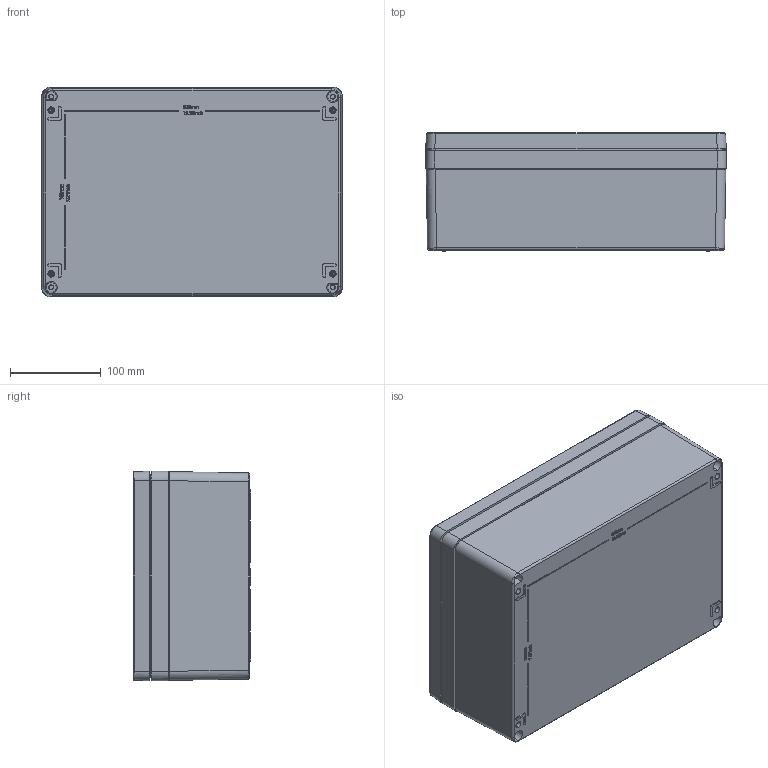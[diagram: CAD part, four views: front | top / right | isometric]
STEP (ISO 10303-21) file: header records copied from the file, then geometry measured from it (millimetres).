
FILE_DESCRIPTION (( 'STEP AP214' ), '1' );
FILE_NAME ('13120500.STEP', '2016-03-10T13:11:34', ( 'Macha' ), ( 'Hewlett-Packard Company' ), 'SwSTEP 2.0', 'SolidWorks 2015', '' );
FILE_SCHEMA (( 'AUTOMOTIVE_DESIGN' ));
Length unit declared in the file: millimetre
Products named in the file (5): 93038; 08962; 08762_Katalog; 01062; 13120500
Assembly tree (7 placements, depth 2):
  13120500
    01062
    08762_Katalog
    08962
    93038  x4
Bounding box: 331 x 129.6 x 231 mm (x, y, z)
Volume: 1398100.4 mm3; surface area: 570347.6 mm2
Topology: 7 solids, 7 shells, 1454 faces, 3588 edges, 2270 vertices
Faces by surface type: plane 613, bspline 337, cone 267, cylinder 189, torus 44, sphere 4
Entity records: 59947 total; most frequent: CARTESIAN_POINT 29719, ORIENTED_EDGE 6776, DIRECTION 5168, EDGE_CURVE 3388, VERTEX_POINT 2171, AXIS2_PLACEMENT_3D 1735, VECTOR 1698, LINE 1698
